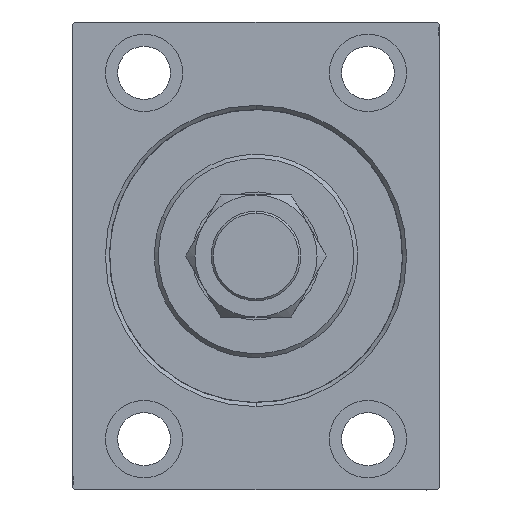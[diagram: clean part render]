
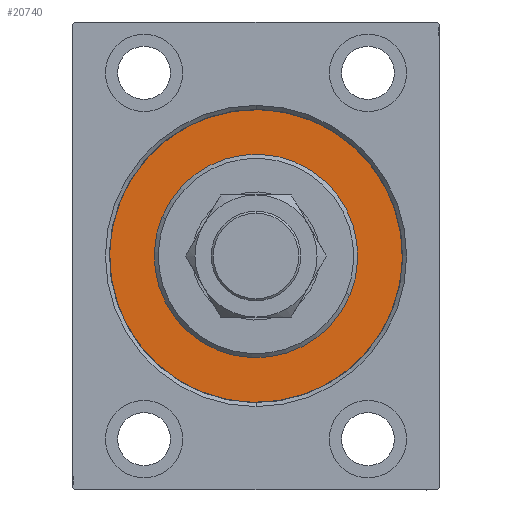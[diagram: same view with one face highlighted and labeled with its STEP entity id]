
A CAD part, left-side view. The second image highlights one B-rep face of the part: STEP entity #20740.
In plain terms, the highlighted face is planar.
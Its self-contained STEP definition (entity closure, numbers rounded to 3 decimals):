
#364 = FACE_OUTER_BOUND ( 'NONE', #13105, .T. ) ;
#3047 = AXIS2_PLACEMENT_3D ( 'NONE', #14942, #14721, #35864 ) ;
#4715 = FACE_BOUND ( 'NONE', #7528, .T. ) ;
#6252 = VERTEX_POINT ( 'NONE', #8063 ) ;
#6733 = ORIENTED_EDGE ( 'NONE', *, *, #38198, .F. ) ;
#6900 = CIRCLE ( 'NONE', #31864, 36. ) ;
#7528 = EDGE_LOOP ( 'NONE', ( #10458, #12015 ) ) ;
#7645 = EDGE_CURVE ( 'NONE', #24164, #15639, #35186, .T. ) ;
#8063 = CARTESIAN_POINT ( 'NONE',  ( 0., 0., -36. ) ) ;
#9631 = DIRECTION ( 'NONE',  ( 0., 0., -1. ) ) ;
#10458 = ORIENTED_EDGE ( 'NONE', *, *, #30519, .F. ) ;
#10945 = CARTESIAN_POINT ( 'NONE',  ( 0., 0., 0. ) ) ;
#10952 = CARTESIAN_POINT ( 'NONE',  ( 0., 0., 0. ) ) ;
#12015 = ORIENTED_EDGE ( 'NONE', *, *, #7645, .F. ) ;
#12420 = AXIS2_PLACEMENT_3D ( 'NONE', #45026, #41138, #9631 ) ;
#13105 = EDGE_LOOP ( 'NONE', ( #14014, #6733 ) ) ;
#14014 = ORIENTED_EDGE ( 'NONE', *, *, #35204, .F. ) ;
#14126 = CARTESIAN_POINT ( 'NONE',  ( 0., 0., 36. ) ) ;
#14721 = DIRECTION ( 'NONE',  ( 1., 0., 0. ) ) ;
#14942 = CARTESIAN_POINT ( 'NONE',  ( 0., 0., 0. ) ) ;
#15639 = VERTEX_POINT ( 'NONE', #20034 ) ;
#17863 = DIRECTION ( 'NONE',  ( -1., 0., 0. ) ) ;
#20034 = CARTESIAN_POINT ( 'NONE',  ( 0., 0., 25. ) ) ;
#20740 = ADVANCED_FACE ( 'NONE', ( #4715, #364 ), #21982, .F. ) ;
#20979 = VERTEX_POINT ( 'NONE', #14126 ) ;
#21077 = DIRECTION ( 'NONE',  ( 0., 0., 1. ) ) ;
#21982 = PLANE ( 'NONE',  #31506 ) ;
#23329 = CARTESIAN_POINT ( 'NONE',  ( 0., 0., -25. ) ) ;
#24164 = VERTEX_POINT ( 'NONE', #23329 ) ;
#26701 = AXIS2_PLACEMENT_3D ( 'NONE', #10952, #17863, #21077 ) ;
#30519 = EDGE_CURVE ( 'NONE', #15639, #24164, #32431, .T. ) ;
#31506 = AXIS2_PLACEMENT_3D ( 'NONE', #10945, #35555, #36009 ) ;
#31725 = DIRECTION ( 'NONE',  ( 0., 0., 1. ) ) ;
#31864 = AXIS2_PLACEMENT_3D ( 'NONE', #37948, #35156, #31725 ) ;
#32431 = CIRCLE ( 'NONE', #3047, 25. ) ;
#35156 = DIRECTION ( 'NONE',  ( -1., 0., 0. ) ) ;
#35186 = CIRCLE ( 'NONE', #12420, 25. ) ;
#35204 = EDGE_CURVE ( 'NONE', #6252, #20979, #35466, .T. ) ;
#35466 = CIRCLE ( 'NONE', #26701, 36. ) ;
#35555 = DIRECTION ( 'NONE',  ( -1., 0., 0. ) ) ;
#35864 = DIRECTION ( 'NONE',  ( 0., 0., -1. ) ) ;
#36009 = DIRECTION ( 'NONE',  ( 0., 0., 1. ) ) ;
#37948 = CARTESIAN_POINT ( 'NONE',  ( 0., 0., 0. ) ) ;
#38198 = EDGE_CURVE ( 'NONE', #20979, #6252, #6900, .T. ) ;
#41138 = DIRECTION ( 'NONE',  ( 1., 0., 0. ) ) ;
#45026 = CARTESIAN_POINT ( 'NONE',  ( 0., 0., 0. ) ) ;
